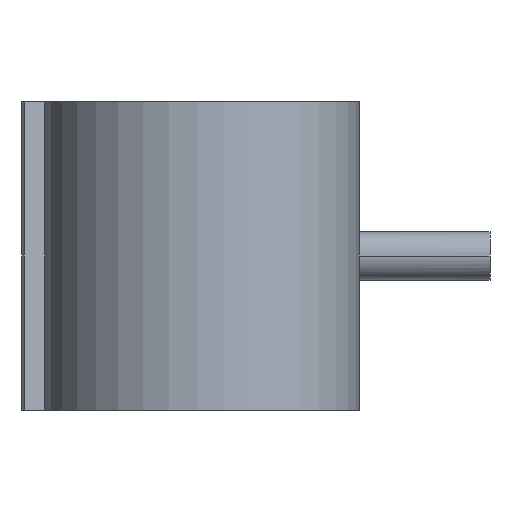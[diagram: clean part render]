
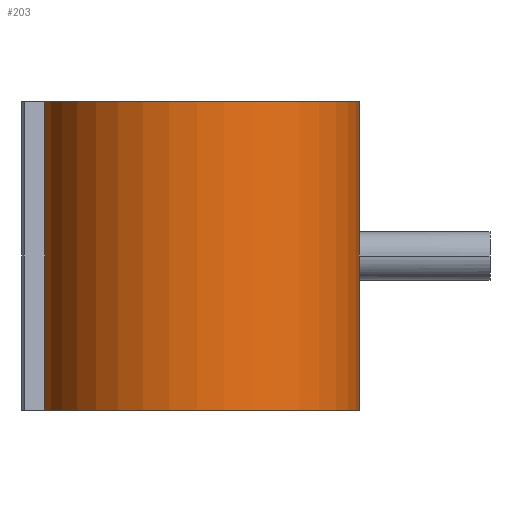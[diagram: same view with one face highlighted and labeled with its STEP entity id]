
A CAD part, front view. The second image highlights one B-rep face of the part: STEP entity #203.
In plain terms, the highlighted cylindrical face has radius 65.667 mm (diameter 131.333 mm), a partial arc.
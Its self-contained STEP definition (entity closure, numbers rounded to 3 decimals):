
#203 = ADVANCED_FACE( '', ( #569 ), #570, .T. );
#229 = EDGE_CURVE( '', #301, #497, #599, .T. );
#277 = EDGE_CURVE( '', #403, #497, #653, .T. );
#293 = VERTEX_POINT( '', #671 );
#301 = VERTEX_POINT( '', #682 );
#365 = EDGE_CURVE( '', #293, #403, #754, .T. );
#403 = VERTEX_POINT( '', #792 );
#497 = VERTEX_POINT( '', #894 );
#501 = EDGE_CURVE( '', #301, #293, #898, .T. );
#569 = FACE_OUTER_BOUND( '', #963, .T. );
#570 = CYLINDRICAL_SURFACE( '', #964, 65.667 );
#599 = CIRCLE( '', #1055, 65.667 );
#653 = LINE( '', #1209, #1210 );
#671 = CARTESIAN_POINT( '', ( -64.961, -9.6, -64. ) );
#682 = CARTESIAN_POINT( '', ( -64.961, -9.6, 64. ) );
#754 = CIRCLE( '', #1384, 65.667 );
#792 = CARTESIAN_POINT( '', ( 64.961, 9.6, -64. ) );
#894 = CARTESIAN_POINT( '', ( 64.961, 9.6, 64. ) );
#898 = LINE( '', #1730, #1731 );
#963 = EDGE_LOOP( '', ( #1804, #1805, #1806, #1807 ) );
#964 = AXIS2_PLACEMENT_3D( '', #1808, #1809, #1810 );
#1055 = AXIS2_PLACEMENT_3D( '', #1834, #1835, #1836 );
#1209 = CARTESIAN_POINT( '', ( 64.961, 9.6, 64. ) );
#1210 = VECTOR( '', #1899, 1. );
#1384 = AXIS2_PLACEMENT_3D( '', #2042, #2043, #2044 );
#1730 = CARTESIAN_POINT( '', ( -64.961, -9.6, 64. ) );
#1731 = VECTOR( '', #2175, 1. );
#1804 = ORIENTED_EDGE( '', *, *, #277, .T. );
#1805 = ORIENTED_EDGE( '', *, *, #229, .F. );
#1806 = ORIENTED_EDGE( '', *, *, #501, .T. );
#1807 = ORIENTED_EDGE( '', *, *, #365, .T. );
#1808 = CARTESIAN_POINT( '', ( 0., 0., 64. ) );
#1809 = DIRECTION( '', ( 0., 0., 1. ) );
#1810 = DIRECTION( '', ( -0.989, -0.146, 0. ) );
#1834 = CARTESIAN_POINT( '', ( 0., 0., 64. ) );
#1835 = DIRECTION( '', ( 0., 0., 1. ) );
#1836 = DIRECTION( '', ( -0.989, -0.146, 0. ) );
#1899 = DIRECTION( '', ( 0., 0., 1. ) );
#2042 = CARTESIAN_POINT( '', ( 0., 0., -64. ) );
#2043 = DIRECTION( '', ( 0., 0., 1. ) );
#2044 = DIRECTION( '', ( -0.989, -0.146, 0. ) );
#2175 = DIRECTION( '', ( 0., 0., -1. ) );
